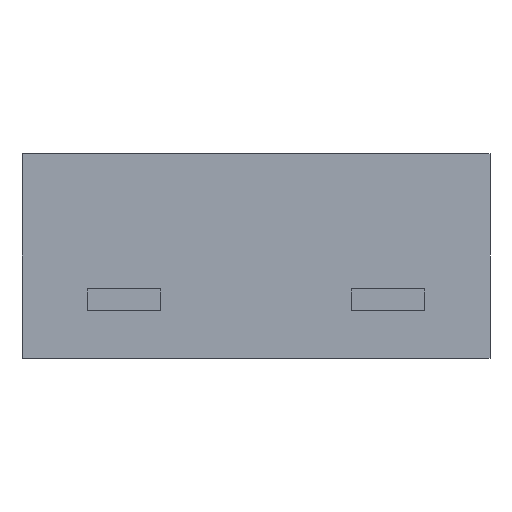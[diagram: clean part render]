
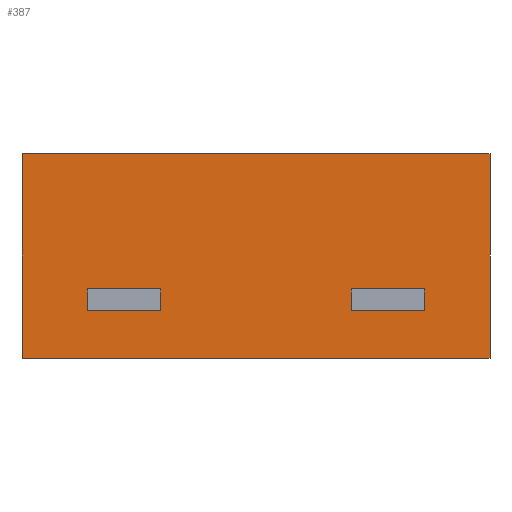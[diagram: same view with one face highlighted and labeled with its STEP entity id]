
A CAD part, front view. The second image highlights one B-rep face of the part: STEP entity #387.
In plain terms, the highlighted planar face has unit normal (0, -1, 0).
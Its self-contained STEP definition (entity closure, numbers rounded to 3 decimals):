
#12=DIRECTION('',(0.,0.,1.));
#26=VECTOR('',#27,1.);
#27=DIRECTION('',(0.,0.,-1.));
#45=DIRECTION('',(0.,-1.,0.));
#66=DIRECTION('',(-1.,0.,0.));
#114=VERTEX_POINT('',#115);
#115=CARTESIAN_POINT('',(-1.6,-1.35,1.));
#120=EDGE_CURVE('',#121,#114,#123,.T.);
#121=VERTEX_POINT('',#122);
#122=CARTESIAN_POINT('',(1.6,-1.35,1.));
#123=LINE('',#122,#124);
#124=VECTOR('',#66,1.);
#270=VECTOR('',#12,1.);
#363=EDGE_CURVE('',#364,#121,#366,.T.);
#364=VERTEX_POINT('',#365);
#365=CARTESIAN_POINT('',(1.6,-1.35,-0.4));
#366=LINE('',#365,#270);
#376=EDGE_CURVE('',#377,#114,#379,.T.);
#377=VERTEX_POINT('',#378);
#378=CARTESIAN_POINT('',(-1.6,-1.35,-0.4));
#379=LINE('',#378,#270);
#387=ADVANCED_FACE('',(#388,#396,#422),#448,.T.);
#388=FACE_BOUND('',#389,.T.);
#389=EDGE_LOOP('',(#390,#391,#392,#393));
#390=ORIENTED_EDGE('',*,*,#363,.T.);
#391=ORIENTED_EDGE('',*,*,#120,.T.);
#392=ORIENTED_EDGE('',*,*,#376,.F.);
#393=ORIENTED_EDGE('',*,*,#394,.F.);
#394=EDGE_CURVE('',#364,#377,#395,.T.);
#395=LINE('',#365,#124);
#396=FACE_BOUND('',#397,.T.);
#397=EDGE_LOOP('',(#398,#406,#412,#418));
#398=ORIENTED_EDGE('',*,*,#399,.F.);
#399=EDGE_CURVE('',#400,#402,#404,.T.);
#400=VERTEX_POINT('',#401);
#401=CARTESIAN_POINT('',(-1.15,-1.35,0.075));
#402=VERTEX_POINT('',#403);
#403=CARTESIAN_POINT('',(-1.15,-1.35,-0.075));
#404=LINE('',#405,#26);
#405=CARTESIAN_POINT('',(-1.15,-1.35,-0.238));
#406=ORIENTED_EDGE('',*,*,#407,.F.);
#407=EDGE_CURVE('',#408,#400,#410,.T.);
#408=VERTEX_POINT('',#409);
#409=CARTESIAN_POINT('',(-0.65,-1.35,0.075));
#410=LINE('',#411,#124);
#411=CARTESIAN_POINT('',(0.225,-1.35,0.075));
#412=ORIENTED_EDGE('',*,*,#413,.F.);
#413=EDGE_CURVE('',#414,#408,#416,.T.);
#414=VERTEX_POINT('',#415);
#415=CARTESIAN_POINT('',(-0.65,-1.35,-0.075));
#416=LINE('',#417,#270);
#417=CARTESIAN_POINT('',(-0.65,-1.35,-0.238));
#418=ORIENTED_EDGE('',*,*,#419,.T.);
#419=EDGE_CURVE('',#414,#402,#420,.T.);
#420=LINE('',#421,#124);
#421=CARTESIAN_POINT('',(0.225,-1.35,-0.075));
#422=FACE_BOUND('',#423,.T.);
#423=EDGE_LOOP('',(#424,#432,#438,#444));
#424=ORIENTED_EDGE('',*,*,#425,.F.);
#425=EDGE_CURVE('',#426,#428,#430,.T.);
#426=VERTEX_POINT('',#427);
#427=CARTESIAN_POINT('',(1.15,-1.35,0.075));
#428=VERTEX_POINT('',#429);
#429=CARTESIAN_POINT('',(0.65,-1.35,0.075));
#430=LINE('',#431,#124);
#431=CARTESIAN_POINT('',(1.125,-1.35,0.075));
#432=ORIENTED_EDGE('',*,*,#433,.F.);
#433=EDGE_CURVE('',#434,#426,#436,.T.);
#434=VERTEX_POINT('',#435);
#435=CARTESIAN_POINT('',(1.15,-1.35,-0.075));
#436=LINE('',#437,#270);
#437=CARTESIAN_POINT('',(1.15,-1.35,-0.238));
#438=ORIENTED_EDGE('',*,*,#439,.T.);
#439=EDGE_CURVE('',#434,#440,#442,.T.);
#440=VERTEX_POINT('',#441);
#441=CARTESIAN_POINT('',(0.65,-1.35,-0.075));
#442=LINE('',#443,#124);
#443=CARTESIAN_POINT('',(1.125,-1.35,-0.075));
#444=ORIENTED_EDGE('',*,*,#445,.F.);
#445=EDGE_CURVE('',#428,#440,#446,.T.);
#446=LINE('',#447,#26);
#447=CARTESIAN_POINT('',(0.65,-1.35,-0.238));
#448=PLANE('',#449);
#449=AXIS2_PLACEMENT_3D('',#365,#45,#66);
